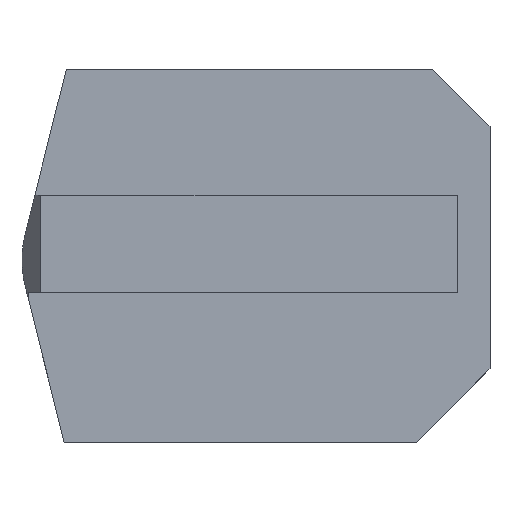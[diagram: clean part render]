
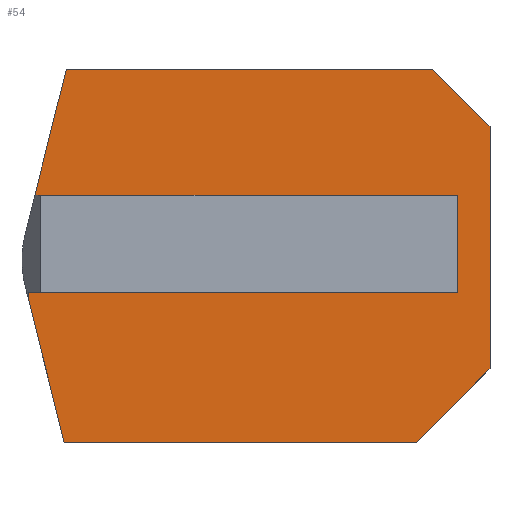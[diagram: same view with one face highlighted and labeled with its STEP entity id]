
A CAD part, top view. The second image highlights one B-rep face of the part: STEP entity #54.
In plain terms, the highlighted planar face has unit normal (0, 0, 1).
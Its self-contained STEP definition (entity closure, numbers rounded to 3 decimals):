
#38=FACE_OUTER_BOUND('',#165,.T.);
#54=ADVANCED_FACE('',(#38),#71,.T.);
#71=PLANE('',#372);
#92=LINE('',#503,#129);
#93=LINE('',#506,#130);
#94=LINE('',#508,#131);
#95=LINE('',#510,#132);
#96=LINE('',#512,#133);
#97=LINE('',#514,#134);
#98=LINE('',#516,#135);
#99=LINE('',#518,#136);
#100=LINE('',#520,#137);
#101=LINE('',#522,#138);
#102=LINE('',#524,#139);
#129=VECTOR('',#411,1.);
#130=VECTOR('',#412,1.);
#131=VECTOR('',#413,1.);
#132=VECTOR('',#414,1.);
#133=VECTOR('',#415,1.);
#134=VECTOR('',#416,1.);
#135=VECTOR('',#417,1.);
#136=VECTOR('',#418,1.);
#137=VECTOR('',#419,1.);
#138=VECTOR('',#420,1.);
#139=VECTOR('',#421,1.);
#165=EDGE_LOOP('',(#191,#192,#193,#194,#195,#196,#197,#198,#199,#200,#201));
#191=ORIENTED_EDGE('',*,*,#301,.F.);
#192=ORIENTED_EDGE('',*,*,#302,.T.);
#193=ORIENTED_EDGE('',*,*,#303,.T.);
#194=ORIENTED_EDGE('',*,*,#304,.T.);
#195=ORIENTED_EDGE('',*,*,#305,.F.);
#196=ORIENTED_EDGE('',*,*,#306,.T.);
#197=ORIENTED_EDGE('',*,*,#307,.F.);
#198=ORIENTED_EDGE('',*,*,#308,.T.);
#199=ORIENTED_EDGE('',*,*,#309,.T.);
#200=ORIENTED_EDGE('',*,*,#310,.T.);
#201=ORIENTED_EDGE('',*,*,#311,.F.);
#273=VERTEX_POINT('',#504);
#274=VERTEX_POINT('',#505);
#275=VERTEX_POINT('',#507);
#276=VERTEX_POINT('',#509);
#277=VERTEX_POINT('',#511);
#278=VERTEX_POINT('',#513);
#279=VERTEX_POINT('',#515);
#280=VERTEX_POINT('',#517);
#281=VERTEX_POINT('',#519);
#282=VERTEX_POINT('',#521);
#283=VERTEX_POINT('',#523);
#301=EDGE_CURVE('',#273,#274,#92,.T.);
#302=EDGE_CURVE('',#273,#275,#93,.T.);
#303=EDGE_CURVE('',#275,#276,#94,.T.);
#304=EDGE_CURVE('',#276,#277,#95,.T.);
#305=EDGE_CURVE('',#278,#277,#96,.T.);
#306=EDGE_CURVE('',#278,#279,#97,.T.);
#307=EDGE_CURVE('',#280,#279,#98,.T.);
#308=EDGE_CURVE('',#280,#281,#99,.T.);
#309=EDGE_CURVE('',#281,#282,#100,.T.);
#310=EDGE_CURVE('',#282,#283,#101,.T.);
#311=EDGE_CURVE('',#274,#283,#102,.T.);
#372=AXIS2_PLACEMENT_3D('',#525,#422,#423);
#411=DIRECTION('',(0.,1.,0.));
#412=DIRECTION('',(0.242,-0.97,0.));
#413=DIRECTION('',(1.,0.,0.));
#414=DIRECTION('',(0.707,0.707,0.));
#415=DIRECTION('',(0.,-1.,0.));
#416=DIRECTION('',(-0.707,0.707,0.));
#417=DIRECTION('',(1.,0.,0.));
#418=DIRECTION('',(-0.242,-0.97,0.));
#419=DIRECTION('',(1.,0.,0.));
#420=DIRECTION('',(0.,-1.,0.));
#421=DIRECTION('',(1.,0.,0.));
#422=DIRECTION('',(0.,0.,1.));
#423=DIRECTION('',(0.,-1.,0.));
#503=CARTESIAN_POINT('',(-113.819,-50.527,0.));
#504=CARTESIAN_POINT('',(-113.819,-7.733,0.));
#505=CARTESIAN_POINT('',(-113.819,-6.,0.));
#506=CARTESIAN_POINT('',(-113.415,-9.355,0.));
#507=CARTESIAN_POINT('',(-105.026,-43.,0.));
#508=CARTESIAN_POINT('',(-116.,-43.,0.));
#509=CARTESIAN_POINT('',(-18.141,-43.,0.));
#510=CARTESIAN_POINT('',(-50.571,-75.429,0.));
#511=CARTESIAN_POINT('',(0.,-24.859,0.));
#512=CARTESIAN_POINT('',(0.,-10.,0.));
#513=CARTESIAN_POINT('',(0.,34.859,0.));
#514=CARTESIAN_POINT('',(-35.571,70.429,0.));
#515=CARTESIAN_POINT('',(-14.141,49.,0.));
#516=CARTESIAN_POINT('',(-116.,49.,0.));
#517=CARTESIAN_POINT('',(-104.528,49.,0.));
#518=CARTESIAN_POINT('',(-119.048,-9.24,0.));
#519=CARTESIAN_POINT('',(-112.257,18.,0.));
#520=CARTESIAN_POINT('',(-117.,18.,0.));
#521=CARTESIAN_POINT('',(-8.,18.,0.));
#522=CARTESIAN_POINT('',(-8.,18.,0.));
#523=CARTESIAN_POINT('',(-8.,-6.,0.));
#524=CARTESIAN_POINT('',(-117.,-6.,0.));
#525=CARTESIAN_POINT('',(-116.,-10.,0.));
